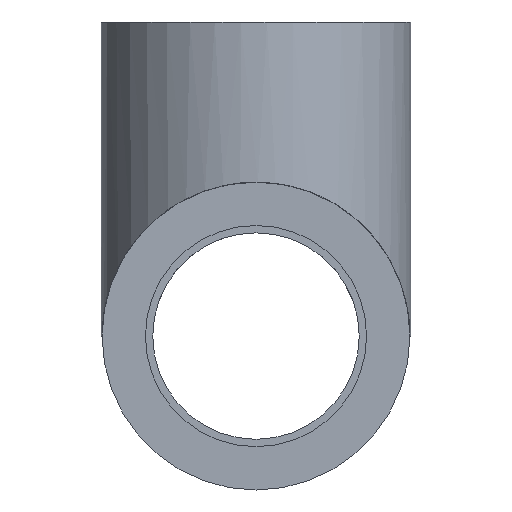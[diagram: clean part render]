
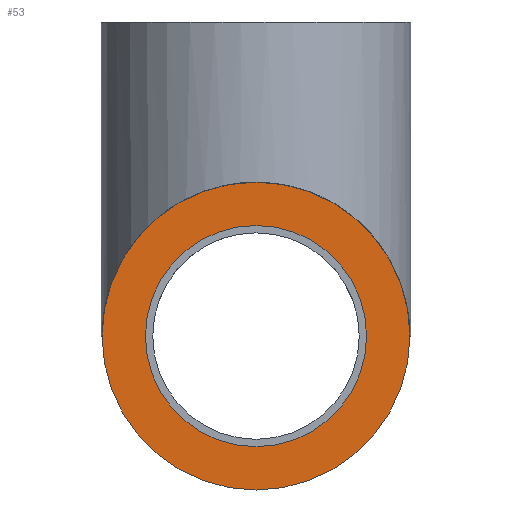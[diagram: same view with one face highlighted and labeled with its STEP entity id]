
A CAD part, left-side view. The second image highlights one B-rep face of the part: STEP entity #53.
In plain terms, the highlighted planar face has unit normal (-1, 0, 0).
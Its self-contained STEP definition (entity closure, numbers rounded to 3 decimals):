
#53 = ADVANCED_FACE( '', ( #115, #116 ), #117, .F. );
#115 = FACE_BOUND( '', #182, .T. );
#116 = FACE_OUTER_BOUND( '', #183, .T. );
#117 = PLANE( '', #184 );
#182 = EDGE_LOOP( '', ( #260 ) );
#183 = EDGE_LOOP( '', ( #261 ) );
#184 = AXIS2_PLACEMENT_3D( '', #262, #263, #264 );
#260 = ORIENTED_EDGE( '', *, *, #321, .T. );
#261 = ORIENTED_EDGE( '', *, *, #333, .F. );
#262 = CARTESIAN_POINT( '', ( -52., 0., 0. ) );
#263 = DIRECTION( '', ( 1., 0., 0. ) );
#264 = DIRECTION( '', ( 0., 0., -1. ) );
#321 = EDGE_CURVE( '', #361, #361, #362, .T. );
#333 = EDGE_CURVE( '', #381, #381, #382, .T. );
#361 = VERTEX_POINT( '', #412 );
#362 = CIRCLE( '', #413, 12.5 );
#381 = VERTEX_POINT( '', #689 );
#382 = CIRCLE( '', #690, 17.4 );
#412 = CARTESIAN_POINT( '', ( -52., 0., -12.5 ) );
#413 = AXIS2_PLACEMENT_3D( '', #724, #725, #726 );
#689 = CARTESIAN_POINT( '', ( -52., 17.4, 0. ) );
#690 = AXIS2_PLACEMENT_3D( '', #739, #740, #741 );
#724 = CARTESIAN_POINT( '', ( -52., 0., 0. ) );
#725 = DIRECTION( '', ( 1., 0., 0. ) );
#726 = DIRECTION( '', ( 0., 0., -1. ) );
#739 = CARTESIAN_POINT( '', ( -52., 0., 0. ) );
#740 = DIRECTION( '', ( 1., 0., 0. ) );
#741 = DIRECTION( '', ( 0., 1., 0. ) );
